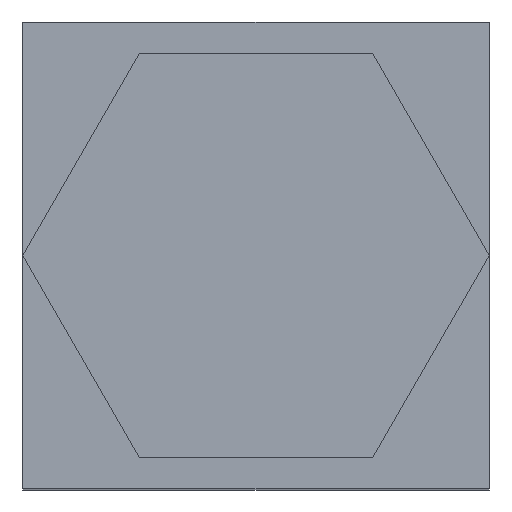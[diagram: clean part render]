
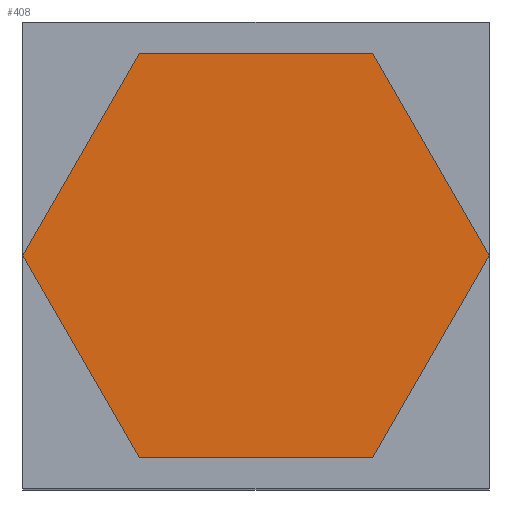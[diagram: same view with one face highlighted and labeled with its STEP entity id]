
A CAD part, top view. The second image highlights one B-rep face of the part: STEP entity #408.
In plain terms, the highlighted planar face has unit normal (0, 0, 1).
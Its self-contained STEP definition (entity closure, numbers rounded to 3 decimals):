
#224=CARTESIAN_POINT('',(0.055,0.,0.211));
#225=VERTEX_POINT('',#224);
#232=CARTESIAN_POINT('',(0.028,-0.048,0.211));
#233=VERTEX_POINT('',#232);
#234=CARTESIAN_POINT('',(0.028,-0.048,0.211));
#235=DIRECTION('',(0.5,0.866,0.));
#236=VECTOR('',#235,0.055);
#237=LINE('',#234,#236);
#238=EDGE_CURVE('',#233,#225,#237,.T.);
#262=CARTESIAN_POINT('',(0.028,0.048,0.211));
#263=VERTEX_POINT('',#262);
#270=CARTESIAN_POINT('',(0.055,0.,0.211));
#271=DIRECTION('',(-0.5,0.866,0.));
#272=VECTOR('',#271,0.055);
#273=LINE('',#270,#272);
#274=EDGE_CURVE('',#225,#263,#273,.T.);
#293=CARTESIAN_POINT('',(-0.028,0.048,0.211));
#294=VERTEX_POINT('',#293);
#301=CARTESIAN_POINT('',(0.028,0.048,0.211));
#302=DIRECTION('',(-1.,0.,0.));
#303=VECTOR('',#302,0.055);
#304=LINE('',#301,#303);
#305=EDGE_CURVE('',#263,#294,#304,.T.);
#324=CARTESIAN_POINT('',(-0.055,0.,0.211));
#325=VERTEX_POINT('',#324);
#332=CARTESIAN_POINT('',(-0.028,0.048,0.211));
#333=DIRECTION('',(-0.5,-0.866,0.));
#334=VECTOR('',#333,0.055);
#335=LINE('',#332,#334);
#336=EDGE_CURVE('',#294,#325,#335,.T.);
#355=CARTESIAN_POINT('',(-0.028,-0.048,0.211));
#356=VERTEX_POINT('',#355);
#363=CARTESIAN_POINT('',(-0.055,0.,0.211));
#364=DIRECTION('',(0.5,-0.866,0.));
#365=VECTOR('',#364,0.055);
#366=LINE('',#363,#365);
#367=EDGE_CURVE('',#325,#356,#366,.T.);
#385=CARTESIAN_POINT('',(-0.028,-0.048,0.211));
#386=DIRECTION('',(1.,0.,-0.));
#387=VECTOR('',#386,0.055);
#388=LINE('',#385,#387);
#389=EDGE_CURVE('',#356,#233,#388,.T.);
#395=CARTESIAN_POINT('',(0.347,3.126,0.211));
#396=DIRECTION('',(0.,0.,1.));
#397=DIRECTION('',(1.,0.,0.));
#398=AXIS2_PLACEMENT_3D('',#395,#396,#397);
#399=PLANE('',#398);
#400=ORIENTED_EDGE('',*,*,#238,.T.);
#401=ORIENTED_EDGE('',*,*,#274,.T.);
#402=ORIENTED_EDGE('',*,*,#305,.T.);
#403=ORIENTED_EDGE('',*,*,#336,.T.);
#404=ORIENTED_EDGE('',*,*,#367,.T.);
#405=ORIENTED_EDGE('',*,*,#389,.T.);
#406=EDGE_LOOP('',(#400,#401,#402,#403,#404,#405));
#407=FACE_BOUND('',#406,.T.);
#408=ADVANCED_FACE('',(#407),#399,.T.);
